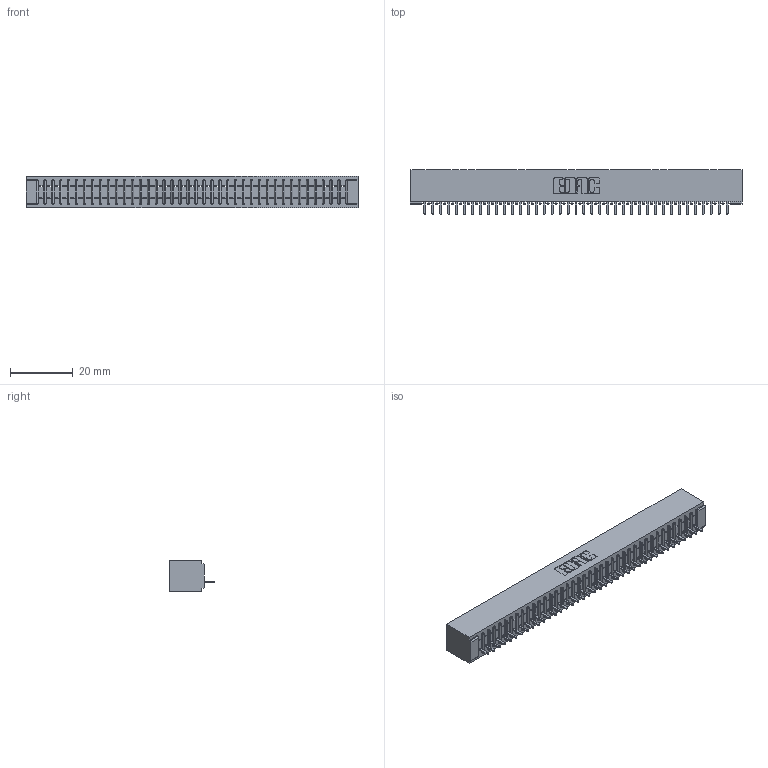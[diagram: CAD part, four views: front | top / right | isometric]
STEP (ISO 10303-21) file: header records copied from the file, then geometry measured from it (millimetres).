
FILE_DESCRIPTION (( 'STEP AP203' ), '1' );
FILE_NAME ('391-039-520-101.STEP', '2018-08-09T00:27:21', ( '' ), ( '' ), 'SwSTEP 2.0', 'SolidWorks 2016', '' );
FILE_SCHEMA (( 'CONFIG_CONTROL_DESIGN' ));
Length unit declared in the file: inch
Products named in the file (3): 341 Part_No Mounting Lugs; 341-292-001_341-292-120; 391-039-520-101
Assembly tree (40 placements, depth 2):
  391-039-520-101
    341 Part_No Mounting Lugs
    341-292-001_341-292-120  x39
Bounding box: 106.05 x 14.27 x 10.16 mm (x, y, z)
Volume: 7786.5 mm3; surface area: 12411 mm2
Topology: 40 solids, 40 shells, 3306 faces, 9535 edges, 6118 vertices
Faces by surface type: plane 2053, cylinder 1097, sphere 80, torus 76
Entity records: 46072 total; most frequent: CARTESIAN_POINT 7826, ORIENTED_EDGE 7814, DIRECTION 7555, EDGE_CURVE 3907, VECTOR 3157, LINE 3157, VERTEX_POINT 2470, AXIS2_PLACEMENT_3D 2199
